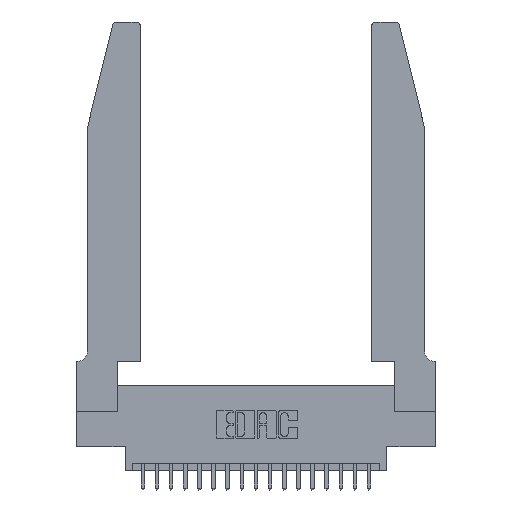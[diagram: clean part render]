
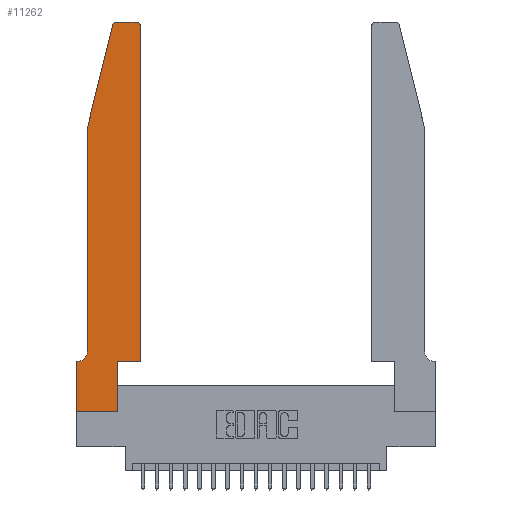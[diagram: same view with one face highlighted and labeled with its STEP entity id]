
A CAD part, top view. The second image highlights one B-rep face of the part: STEP entity #11262.
In plain terms, the highlighted planar face has unit normal (0, 0, 1).
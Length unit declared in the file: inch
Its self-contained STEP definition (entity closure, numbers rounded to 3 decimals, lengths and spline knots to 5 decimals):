
#238 = EDGE_CURVE ( 'NONE', #15505, #20625, #5190, .T. ) ;
#381 = CARTESIAN_POINT ( 'NONE',  ( 0.2865, 0., 0.37 ) ) ;
#447 = CARTESIAN_POINT ( 'NONE',  ( 0.4505, 2.72, 0.37 ) ) ;
#876 = DIRECTION ( 'NONE',  ( -0.239, -0.971, 0. ) ) ;
#979 = CARTESIAN_POINT ( 'NONE',  ( 0.4505, 0.35, 0.37 ) ) ;
#1018 = VECTOR ( 'NONE', #16146, 39.37008 ) ;
#1248 = VERTEX_POINT ( 'NONE', #14585 ) ;
#1353 = VECTOR ( 'NONE', #1668, 39.37008 ) ;
#1430 = LINE ( 'NONE', #11894, #5589 ) ;
#1668 = DIRECTION ( 'NONE',  ( -1., 0., 0. ) ) ;
#1683 = VERTEX_POINT ( 'NONE', #2381 ) ;
#2268 = VERTEX_POINT ( 'NONE', #7196 ) ;
#2381 = CARTESIAN_POINT ( 'NONE',  ( 0.25487, 2.72718, 0.37 ) ) ;
#2745 = ORIENTED_EDGE ( 'NONE', *, *, #18891, .T. ) ;
#3297 = CARTESIAN_POINT ( 'NONE',  ( 0.0755, 0.35, 0.37 ) ) ;
#3355 = EDGE_CURVE ( 'NONE', #1683, #20592, #5877, .T. ) ;
#3654 = DIRECTION ( 'NONE',  ( 0., 0., -1. ) ) ;
#3806 = ORIENTED_EDGE ( 'NONE', *, *, #3355, .T. ) ;
#3813 = LINE ( 'NONE', #17623, #11636 ) ;
#4607 = ORIENTED_EDGE ( 'NONE', *, *, #14162, .T. ) ;
#5005 = DIRECTION ( 'NONE',  ( 0., -1., 0. ) ) ;
#5190 = LINE ( 'NONE', #10833, #1018 ) ;
#5432 = DIRECTION ( 'NONE',  ( 1., 0., 0. ) ) ;
#5580 = EDGE_CURVE ( 'NONE', #19166, #2268, #17209, .T. ) ;
#5589 = VECTOR ( 'NONE', #5005, 39.37008 ) ;
#5593 = CARTESIAN_POINT ( 'NONE',  ( 0.0055, 0.42, 0.37 ) ) ;
#5852 = DIRECTION ( 'NONE',  ( 0., 0., 1. ) ) ;
#5877 = LINE ( 'NONE', #16013, #18140 ) ;
#6306 = CARTESIAN_POINT ( 'NONE',  ( 0., 0.35, 0.37 ) ) ;
#6364 = CIRCLE ( 'NONE', #18836, 0.03 ) ;
#6389 = ORIENTED_EDGE ( 'NONE', *, *, #9824, .T. ) ;
#6515 = ORIENTED_EDGE ( 'NONE', *, *, #5580, .T. ) ;
#7196 = CARTESIAN_POINT ( 'NONE',  ( 0.284, 2.75, 0.37 ) ) ;
#7204 = ORIENTED_EDGE ( 'NONE', *, *, #9158, .T. ) ;
#7290 = DIRECTION ( 'NONE',  ( -1., 0., 0. ) ) ;
#7518 = AXIS2_PLACEMENT_3D ( 'NONE', #12419, #5852, #15681 ) ;
#7659 = DIRECTION ( 'NONE',  ( 1., 0., 0. ) ) ;
#7903 = DIRECTION ( 'NONE',  ( 0., 1., 0. ) ) ;
#8298 = EDGE_CURVE ( 'NONE', #20625, #15799, #3813, .T. ) ;
#8602 = CARTESIAN_POINT ( 'NONE',  ( 0.4505, 0.35, 0.37 ) ) ;
#8822 = VECTOR ( 'NONE', #12179, 39.37008 ) ;
#9158 = EDGE_CURVE ( 'NONE', #20592, #18303, #1430, .T. ) ;
#9187 = ORIENTED_EDGE ( 'NONE', *, *, #8298, .T. ) ;
#9264 = VECTOR ( 'NONE', #7903, 39.37008 ) ;
#9280 = ORIENTED_EDGE ( 'NONE', *, *, #19152, .T. ) ;
#9401 = PLANE ( 'NONE',  #21089 ) ;
#9824 = EDGE_CURVE ( 'NONE', #18303, #1248, #21518, .T. ) ;
#10316 = CARTESIAN_POINT ( 'NONE',  ( 0., 0., 0.37 ) ) ;
#10660 = CARTESIAN_POINT ( 'NONE',  ( 0.2865, 0.35, 0.37 ) ) ;
#10677 = VECTOR ( 'NONE', #16649, 39.37008 ) ;
#10833 = CARTESIAN_POINT ( 'NONE',  ( 0., 0., 0.37 ) ) ;
#11227 = CARTESIAN_POINT ( 'NONE',  ( 0., 0.35, 0.37 ) ) ;
#11262 = ADVANCED_FACE ( 'NONE', ( #17501 ), #9401, .T. ) ;
#11526 = DIRECTION ( 'NONE',  ( 0., 0., 1. ) ) ;
#11636 = VECTOR ( 'NONE', #7659, 39.37008 ) ;
#11894 = CARTESIAN_POINT ( 'NONE',  ( 0.0755, 2., 0.37 ) ) ;
#12179 = DIRECTION ( 'NONE',  ( 1., 0., 0. ) ) ;
#12419 = CARTESIAN_POINT ( 'NONE',  ( 0.284, 2.72, 0.37 ) ) ;
#12540 = CARTESIAN_POINT ( 'NONE',  ( 0.0755, 0.42, 0.37 ) ) ;
#13063 = VERTEX_POINT ( 'NONE', #8602 ) ;
#13314 = CARTESIAN_POINT ( 'NONE',  ( 0.2605, 2.75, 0.37 ) ) ;
#13401 = VECTOR ( 'NONE', #14303, 39.37008 ) ;
#13901 = ORIENTED_EDGE ( 'NONE', *, *, #17301, .T. ) ;
#14162 = EDGE_CURVE ( 'NONE', #20768, #13063, #18486, .T. ) ;
#14303 = DIRECTION ( 'NONE',  ( 0., 1., 0. ) ) ;
#14512 = ORIENTED_EDGE ( 'NONE', *, *, #238, .T. ) ;
#14585 = CARTESIAN_POINT ( 'NONE',  ( 0.0055, 0.35, 0.37 ) ) ;
#15402 = CARTESIAN_POINT ( 'NONE',  ( 0.4205, 2.72, 0.37 ) ) ;
#15505 = VERTEX_POINT ( 'NONE', #6306 ) ;
#15680 = LINE ( 'NONE', #3297, #1353 ) ;
#15681 = DIRECTION ( 'NONE',  ( 1., 0., 0. ) ) ;
#15799 = VERTEX_POINT ( 'NONE', #381 ) ;
#16013 = CARTESIAN_POINT ( 'NONE',  ( 0.0755, 2., 0.37 ) ) ;
#16146 = DIRECTION ( 'NONE',  ( 0., -1., 0. ) ) ;
#16649 = DIRECTION ( 'NONE',  ( -1., 0., 0. ) ) ;
#16822 = LINE ( 'NONE', #21510, #9264 ) ;
#17209 = LINE ( 'NONE', #13314, #10677 ) ;
#17301 = EDGE_CURVE ( 'NONE', #15799, #20768, #16822, .T. ) ;
#17422 = VERTEX_POINT ( 'NONE', #447 ) ;
#17501 = FACE_OUTER_BOUND ( 'NONE', #20563, .T. ) ;
#17584 = CARTESIAN_POINT ( 'NONE',  ( 0.4205, 2.75, 0.37 ) ) ;
#17623 = CARTESIAN_POINT ( 'NONE',  ( 0., 0., 0.37 ) ) ;
#17802 = AXIS2_PLACEMENT_3D ( 'NONE', #5593, #3654, #7290 ) ;
#18099 = LINE ( 'NONE', #979, #13401 ) ;
#18140 = VECTOR ( 'NONE', #876, 39.37008 ) ;
#18303 = VERTEX_POINT ( 'NONE', #12540 ) ;
#18486 = LINE ( 'NONE', #20841, #8822 ) ;
#18836 = AXIS2_PLACEMENT_3D ( 'NONE', #15402, #20276, #5432 ) ;
#18891 = EDGE_CURVE ( 'NONE', #17422, #19166, #6364, .T. ) ;
#19152 = EDGE_CURVE ( 'NONE', #13063, #17422, #18099, .T. ) ;
#19166 = VERTEX_POINT ( 'NONE', #17584 ) ;
#19567 = EDGE_CURVE ( 'NONE', #2268, #1683, #21259, .T. ) ;
#19623 = DIRECTION ( 'NONE',  ( 1., 0., 0. ) ) ;
#20135 = CARTESIAN_POINT ( 'NONE',  ( 0.0755, 2., 0.37 ) ) ;
#20219 = ORIENTED_EDGE ( 'NONE', *, *, #20414, .T. ) ;
#20276 = DIRECTION ( 'NONE',  ( 0., 0., 1. ) ) ;
#20414 = EDGE_CURVE ( 'NONE', #1248, #15505, #15680, .T. ) ;
#20563 = EDGE_LOOP ( 'NONE', ( #6515, #20913, #3806, #7204, #6389, #20219, #14512, #9187, #13901, #4607, #9280, #2745 ) ) ;
#20592 = VERTEX_POINT ( 'NONE', #20135 ) ;
#20625 = VERTEX_POINT ( 'NONE', #10316 ) ;
#20768 = VERTEX_POINT ( 'NONE', #10660 ) ;
#20841 = CARTESIAN_POINT ( 'NONE',  ( 0.4505, 0.35, 0.37 ) ) ;
#20913 = ORIENTED_EDGE ( 'NONE', *, *, #19567, .T. ) ;
#21089 = AXIS2_PLACEMENT_3D ( 'NONE', #11227, #11526, #19623 ) ;
#21259 = CIRCLE ( 'NONE', #7518, 0.03 ) ;
#21510 = CARTESIAN_POINT ( 'NONE',  ( 0.2865, 0.35, 0.37 ) ) ;
#21518 = CIRCLE ( 'NONE', #17802, 0.07 ) ;
